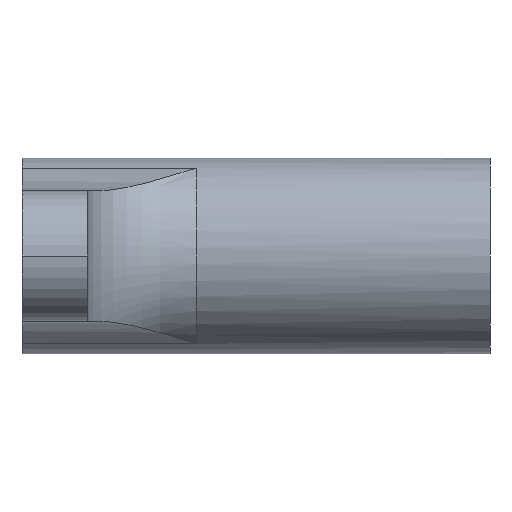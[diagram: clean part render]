
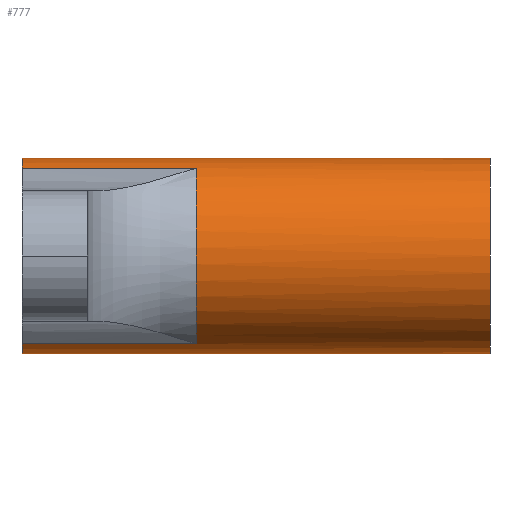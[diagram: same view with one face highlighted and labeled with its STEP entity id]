
A CAD part, left-side view. The second image highlights one B-rep face of the part: STEP entity #777.
In plain terms, the highlighted cylindrical face has radius 4.5 mm (diameter 9 mm), a partial arc.
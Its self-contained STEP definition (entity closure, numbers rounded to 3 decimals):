
#4 = VERTEX_POINT ( 'NONE', #68 ) ;
#11 = CARTESIAN_POINT ( 'NONE',  ( -1.993, 18.5, 4.034 ) ) ;
#23 = CARTESIAN_POINT ( 'NONE',  ( -1.993, 21.5, 4.034 ) ) ;
#42 = DIRECTION ( 'NONE',  ( 0., 0., 1. ) ) ;
#49 = EDGE_CURVE ( 'NONE', #246, #193, #920, .T. ) ;
#52 = CARTESIAN_POINT ( 'NONE',  ( 0., 13.5, 0. ) ) ;
#58 = CARTESIAN_POINT ( 'NONE',  ( -1.993, 13.5, 4.034 ) ) ;
#68 = CARTESIAN_POINT ( 'NONE',  ( 0., 21.5, -4.5 ) ) ;
#84 = LINE ( 'NONE', #304, #950 ) ;
#95 = CARTESIAN_POINT ( 'NONE',  ( 0., 0., 0. ) ) ;
#105 = CARTESIAN_POINT ( 'NONE',  ( 0., 21.5, 0. ) ) ;
#116 = CIRCLE ( 'NONE', #764, 4.5 ) ;
#128 = DIRECTION ( 'NONE',  ( 0., 0., 1. ) ) ;
#147 = EDGE_CURVE ( 'NONE', #951, #326, #868, .T. ) ;
#155 = VECTOR ( 'NONE', #417, 1000. ) ;
#193 = VERTEX_POINT ( 'NONE', #911 ) ;
#234 = DIRECTION ( 'NONE',  ( 0., 1., 0. ) ) ;
#242 = ORIENTED_EDGE ( 'NONE', *, *, #615, .T. ) ;
#246 = VERTEX_POINT ( 'NONE', #793 ) ;
#253 = ORIENTED_EDGE ( 'NONE', *, *, #289, .T. ) ;
#257 = ORIENTED_EDGE ( 'NONE', *, *, #464, .T. ) ;
#260 = ORIENTED_EDGE ( 'NONE', *, *, #568, .F. ) ;
#268 = ORIENTED_EDGE ( 'NONE', *, *, #719, .T. ) ;
#289 = EDGE_CURVE ( 'NONE', #331, #752, #84, .T. ) ;
#294 = VECTOR ( 'NONE', #811, 1000. ) ;
#299 = DIRECTION ( 'NONE',  ( 0., -1., 0. ) ) ;
#304 = CARTESIAN_POINT ( 'NONE',  ( -1.993, 18.5, -4.034 ) ) ;
#305 = ORIENTED_EDGE ( 'NONE', *, *, #147, .T. ) ;
#308 = FACE_OUTER_BOUND ( 'NONE', #471, .T. ) ;
#322 = AXIS2_PLACEMENT_3D ( 'NONE', #579, #509, #367 ) ;
#326 = VERTEX_POINT ( 'NONE', #58 ) ;
#331 = VERTEX_POINT ( 'NONE', #780 ) ;
#362 = CARTESIAN_POINT ( 'NONE',  ( 0., 21.5, 0. ) ) ;
#367 = DIRECTION ( 'NONE',  ( 0., 0., -1. ) ) ;
#372 = ORIENTED_EDGE ( 'NONE', *, *, #935, .F. ) ;
#382 = CARTESIAN_POINT ( 'NONE',  ( -1.993, 21.5, -4.034 ) ) ;
#405 = AXIS2_PLACEMENT_3D ( 'NONE', #362, #576, #128 ) ;
#417 = DIRECTION ( 'NONE',  ( 0., -1., 0. ) ) ;
#419 = CIRCLE ( 'NONE', #699, 4.5 ) ;
#424 = ORIENTED_EDGE ( 'NONE', *, *, #49, .F. ) ;
#464 = EDGE_CURVE ( 'NONE', #815, #193, #419, .T. ) ;
#471 = EDGE_LOOP ( 'NONE', ( #424, #260, #305, #242, #253, #372, #268, #257 ) ) ;
#473 = DIRECTION ( 'NONE',  ( 0., 0., 1. ) ) ;
#496 = DIRECTION ( 'NONE',  ( 0., -1., 0. ) ) ;
#509 = DIRECTION ( 'NONE',  ( 0., -1., 0. ) ) ;
#526 = CARTESIAN_POINT ( 'NONE',  ( 0., 0., -4.5 ) ) ;
#527 = DIRECTION ( 'NONE',  ( 0., 1., 0. ) ) ;
#555 = CARTESIAN_POINT ( 'NONE',  ( 0., 18.5, -4.5 ) ) ;
#568 = EDGE_CURVE ( 'NONE', #951, #246, #569, .T. ) ;
#569 = CIRCLE ( 'NONE', #405, 4.5 ) ;
#576 = DIRECTION ( 'NONE',  ( 0., 1., 0. ) ) ;
#579 = CARTESIAN_POINT ( 'NONE',  ( 0., 18.5, 0. ) ) ;
#615 = EDGE_CURVE ( 'NONE', #326, #331, #116, .T. ) ;
#647 = CARTESIAN_POINT ( 'NONE',  ( 0., 18.5, 4.5 ) ) ;
#662 = CYLINDRICAL_SURFACE ( 'NONE', #322, 4.5 ) ;
#680 = DIRECTION ( 'NONE',  ( 0., 1., 0. ) ) ;
#699 = AXIS2_PLACEMENT_3D ( 'NONE', #95, #680, #42 ) ;
#717 = VECTOR ( 'NONE', #299, 1000. ) ;
#719 = EDGE_CURVE ( 'NONE', #4, #815, #918, .T. ) ;
#740 = AXIS2_PLACEMENT_3D ( 'NONE', #105, #234, #473 ) ;
#752 = VERTEX_POINT ( 'NONE', #382 ) ;
#764 = AXIS2_PLACEMENT_3D ( 'NONE', #52, #496, #844 ) ;
#777 = ADVANCED_FACE ( 'NONE', ( #308 ), #662, .T. ) ;
#780 = CARTESIAN_POINT ( 'NONE',  ( -1.993, 13.5, -4.034 ) ) ;
#793 = CARTESIAN_POINT ( 'NONE',  ( 0., 21.5, 4.5 ) ) ;
#811 = DIRECTION ( 'NONE',  ( 0., -1., 0. ) ) ;
#815 = VERTEX_POINT ( 'NONE', #526 ) ;
#844 = DIRECTION ( 'NONE',  ( 0., 0., 1. ) ) ;
#847 = CIRCLE ( 'NONE', #740, 4.5 ) ;
#868 = LINE ( 'NONE', #11, #294 ) ;
#911 = CARTESIAN_POINT ( 'NONE',  ( 0., 0., 4.5 ) ) ;
#918 = LINE ( 'NONE', #555, #155 ) ;
#920 = LINE ( 'NONE', #647, #717 ) ;
#935 = EDGE_CURVE ( 'NONE', #4, #752, #847, .T. ) ;
#950 = VECTOR ( 'NONE', #527, 1000. ) ;
#951 = VERTEX_POINT ( 'NONE', #23 ) ;
